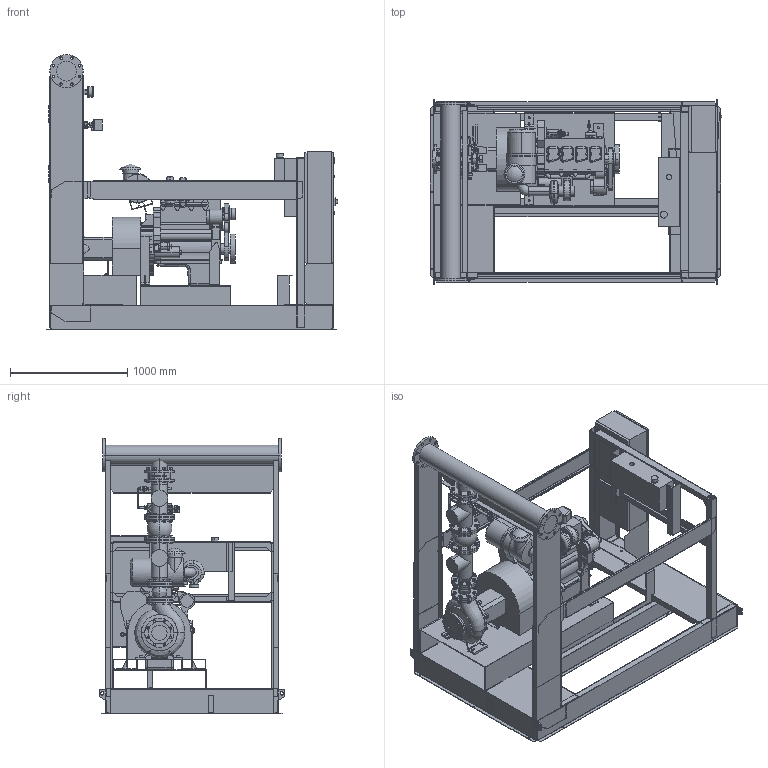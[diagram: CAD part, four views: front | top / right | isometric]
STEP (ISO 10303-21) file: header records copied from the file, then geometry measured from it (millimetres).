
FILE_DESCRIPTION((''),'2;1');
FILE_NAME('3d_Sifire-EN-100_250-247-100D-4183842.stp','2015-05-26T10:35:53',(''),(''),'Mechanical Desktop 2009','Mechanical Desktop 2009',', , ');
FILE_SCHEMA(('CONFIG_CONTROL_DESIGN'));
Length unit declared in the file: millimetre
Products named in the file (1): Product
Bounding box: 2485.5 x 1582 x 2345.5 mm (x, y, z)
Volume: 490238927 mm3; surface area: 38363417.2 mm2
Topology: 178 solids, 178 shells, 4629 faces, 11254 edges, 7072 vertices
Faces by surface type: plane 1768, bspline 1231, cylinder 969, cone 544, torus 110, sphere 7
Full cylindrical faces by diameter (mm): 309 x1
Entity records: 147025 total; most frequent: CARTESIAN_POINT 44263, ORIENTED_EDGE 22480, DIRECTION 19889, EDGE_CURVE 11240, VERTEX_POINT 7071, AXIS2_PLACEMENT_3D 6944, VECTOR 6001, LINE 6001
